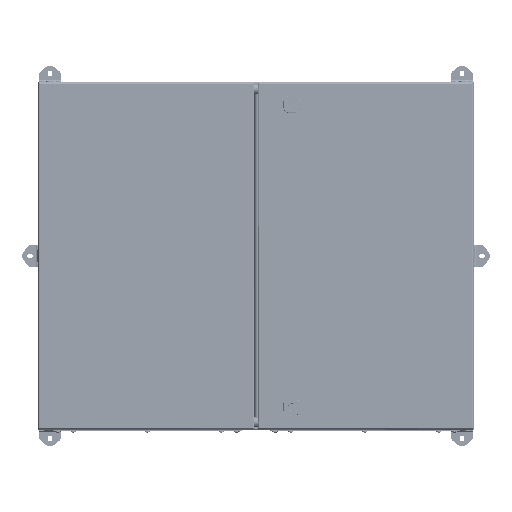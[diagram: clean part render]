
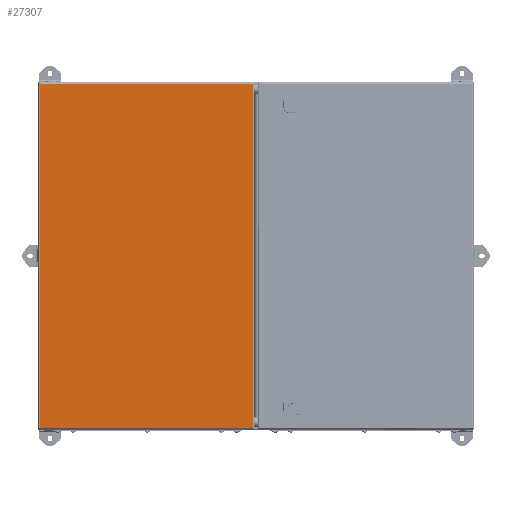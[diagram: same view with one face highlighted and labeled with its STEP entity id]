
A CAD part, top view. The second image highlights one B-rep face of the part: STEP entity #27307.
In plain terms, the highlighted planar face has unit normal (0, 0, 1).
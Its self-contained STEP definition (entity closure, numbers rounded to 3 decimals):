
#442 = DIRECTION ( 'NONE',  ( 0., -1., 0. ) ) ;
#1442 = DIRECTION ( 'NONE',  ( 0., 0., 1. ) ) ;
#3554 = VERTEX_POINT ( 'NONE', #31156 ) ;
#5295 = LINE ( 'NONE', #12627, #77747 ) ;
#5306 = VERTEX_POINT ( 'NONE', #36625 ) ;
#6667 = LINE ( 'NONE', #77348, #26847 ) ;
#11720 = EDGE_CURVE ( 'NONE', #5306, #22230, #51422, .T. ) ;
#12627 = CARTESIAN_POINT ( 'NONE',  ( -245.293, -394.5, 0. ) ) ;
#19087 = DIRECTION ( 'NONE',  ( 1., 0., 0. ) ) ;
#21951 = VERTEX_POINT ( 'NONE', #90470 ) ;
#22230 = VERTEX_POINT ( 'NONE', #52351 ) ;
#26493 = ORIENTED_EDGE ( 'NONE', *, *, #69841, .T. ) ;
#26847 = VECTOR ( 'NONE', #34702, 1000. ) ;
#27307 = ADVANCED_FACE ( 'NONE', ( #41944 ), #69883, .T. ) ;
#29750 = EDGE_LOOP ( 'NONE', ( #64560, #51347, #26493, #34375 ) ) ;
#31095 = DIRECTION ( 'NONE',  ( 0., 1., 0. ) ) ;
#31156 = CARTESIAN_POINT ( 'NONE',  ( 244.5, -394.5, 0. ) ) ;
#34375 = ORIENTED_EDGE ( 'NONE', *, *, #66164, .T. ) ;
#34702 = DIRECTION ( 'NONE',  ( -1., 0., 0. ) ) ;
#36625 = CARTESIAN_POINT ( 'NONE',  ( -244.5, 394.5, 0. ) ) ;
#41944 = FACE_OUTER_BOUND ( 'NONE', #29750, .T. ) ;
#51347 = ORIENTED_EDGE ( 'NONE', *, *, #11720, .T. ) ;
#51422 = LINE ( 'NONE', #85811, #84738 ) ;
#52351 = CARTESIAN_POINT ( 'NONE',  ( -244.5, -394.5, 0. ) ) ;
#63432 = AXIS2_PLACEMENT_3D ( 'NONE', #65726, #1442, #66171 ) ;
#64560 = ORIENTED_EDGE ( 'NONE', *, *, #74678, .T. ) ;
#65726 = CARTESIAN_POINT ( 'NONE',  ( 0., 0., 0. ) ) ;
#66164 = EDGE_CURVE ( 'NONE', #3554, #21951, #69012, .T. ) ;
#66171 = DIRECTION ( 'NONE',  ( 1., 0., 0. ) ) ;
#69012 = LINE ( 'NONE', #89671, #83263 ) ;
#69841 = EDGE_CURVE ( 'NONE', #22230, #3554, #5295, .T. ) ;
#69883 = PLANE ( 'NONE',  #63432 ) ;
#74678 = EDGE_CURVE ( 'NONE', #21951, #5306, #6667, .T. ) ;
#77348 = CARTESIAN_POINT ( 'NONE',  ( 245.293, 394.5, 0. ) ) ;
#77747 = VECTOR ( 'NONE', #19087, 1000. ) ;
#83263 = VECTOR ( 'NONE', #31095, 1000. ) ;
#84738 = VECTOR ( 'NONE', #442, 1000. ) ;
#85811 = CARTESIAN_POINT ( 'NONE',  ( -244.5, 395.293, 0. ) ) ;
#89671 = CARTESIAN_POINT ( 'NONE',  ( 244.5, -395.293, 0. ) ) ;
#90470 = CARTESIAN_POINT ( 'NONE',  ( 244.5, 394.5, 0. ) ) ;
